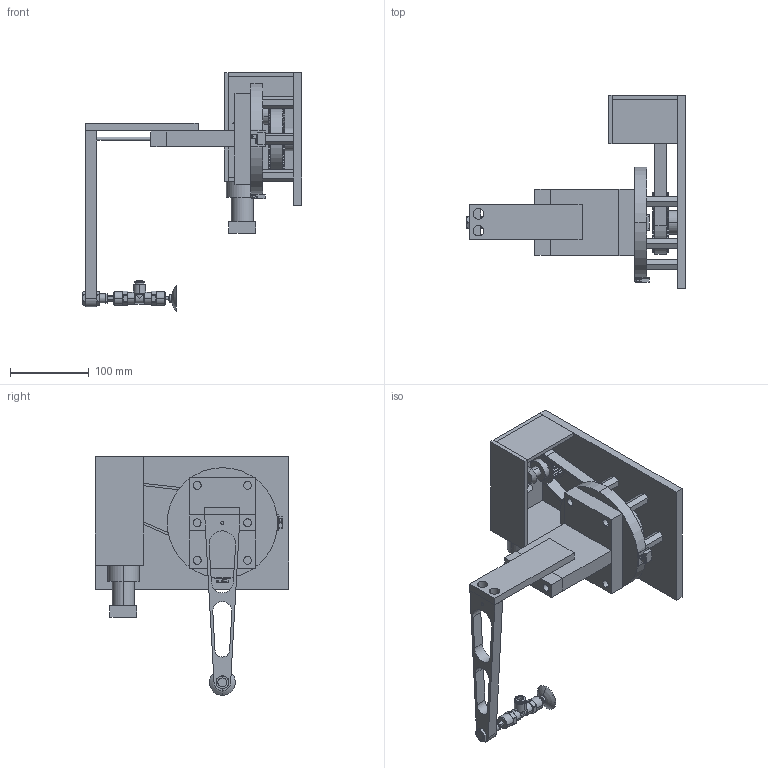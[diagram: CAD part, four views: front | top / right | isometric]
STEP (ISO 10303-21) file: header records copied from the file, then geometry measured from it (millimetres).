
FILE_DESCRIPTION((''),'2;1');
FILE_NAME('KRAN_ASM','2018-03-08T',('Tia'),(''),'CREO PARAMETRIC BY PTC INC, 2016260','CREO PARAMETRIC BY PTC INC, 2016260','');
FILE_SCHEMA(('CONFIG_CONTROL_DESIGN'));
Length unit declared in the file: millimetre
Products named in the file (44): KRAN_DREHTISCH_TISCHPLATTE; KRAN_DREHTISCH_TISCHFUSS; KRAN_DREHTISCH_VERBINDUNG; KRAN_DREHTISCH_ASM; KRAN_GRUNDPLATTE_UNTEN; KRAN_GRUNDPLATTE_HINTEN; KRAN_GRUNDPLATTE_SEITE; KRAN_GRUNDPLATTE_OBEN; KRAN_GRUNDPLATTE_ASM; KRAN_ANTRIEB_ZAHNRAD_GROSS; KRAN_ANTRIEB_RIEMEN; KRAN_ANTRIEB_ZAHNRAD_KLEIN; KRAN_ANTRIEB_VERBINDUNG_1; KRAN_ANTRIEB_VERBINDUNG_2; KRAN_ANTRIEB_ASM; KRAN_MOTOR_ASM; MIKROSCHALTER_1; MIKROSCHALTER_2; MIKROSCHALTER_3; MIKROSCHALTER_4; MIKROSCHALTER_5; MIKROSCHALTER_6; MIKROSCHALTER_ASM; DREHTISCH_ASM; CRANE_CYLINDER_1; CRANE_CYLINDER_2; CRANE_CYLINDER_3; CRANE_CYLINDER_4; CRANE_CYLINDER_5; MONOSTABLECYLINDER_ASM; CRANE_ARM; KRAN_ZYLINDER_1; KRAN_ZYLINDER_2; KRAN_ZYLINDER_3; KRAN_ZYLINDER_4; CRANE_BOLT_ASM; ARM_ASM; CRANE_VAKKUM_1; CRANE_VACUUM_VALVE; CRANE_VACUUM_3 ...
Assembly tree (51 placements, depth 5):
  KRAN_ASM
    DREHTISCH_ASM
      KRAN_DREHTISCH_ASM
        KRAN_DREHTISCH_TISCHPLATTE
        KRAN_DREHTISCH_TISCHFUSS  x5
        KRAN_DREHTISCH_VERBINDUNG
      KRAN_MOTOR_ASM
        KRAN_GRUNDPLATTE_ASM
          KRAN_GRUNDPLATTE_UNTEN
          KRAN_GRUNDPLATTE_HINTEN
          KRAN_GRUNDPLATTE_SEITE  x2
          KRAN_GRUNDPLATTE_OBEN
        KRAN_ANTRIEB_ASM
          KRAN_ANTRIEB_ZAHNRAD_GROSS
          KRAN_ANTRIEB_RIEMEN
          KRAN_ANTRIEB_ZAHNRAD_KLEIN
          KRAN_ANTRIEB_VERBINDUNG_1
          KRAN_ANTRIEB_VERBINDUNG_2
      MIKROSCHALTER_ASM  x2
        MIKROSCHALTER_1
        MIKROSCHALTER_2
        MIKROSCHALTER_3
        MIKROSCHALTER_4
        MIKROSCHALTER_5
        MIKROSCHALTER_6
    MONOSTABLECYLINDER_ASM
      CRANE_CYLINDER_1
      CRANE_CYLINDER_2
      CRANE_CYLINDER_3
      CRANE_CYLINDER_4
      CRANE_CYLINDER_5
    ARM_ASM
      CRANE_ARM
      CRANE_BOLT_ASM
        KRAN_ZYLINDER_1  x2
        KRAN_ZYLINDER_2
        KRAN_ZYLINDER_3
        KRAN_ZYLINDER_4
    VAKUUMGREIFER_ASM
      CRANE_VAKKUM_1  x2
      CRANE_VACUUM_VALVE
      CRANE_VACUUM_3
      CRANE_VACUUM_5
      CRANE_VACUUM_4
Bounding box: 279.07 x 245.3 x 302.95 mm (x, y, z)
Volume: 1519416.3 mm3; surface area: 376556.2 mm2
Topology: 46 solids, 46 shells, 785 faces, 2020 edges, 1394 vertices
Faces by surface type: plane 476, cylinder 221, cone 80, torus 4, sphere 4
Entity records: 22279 total; most frequent: CARTESIAN_POINT 4279, DIRECTION 4007, ORIENTED_EDGE 3322, EDGE_CURVE 1661, AXIS2_PLACEMENT_3D 1434, VECTOR 1139, LINE 1139, VERTEX_POINT 1090
